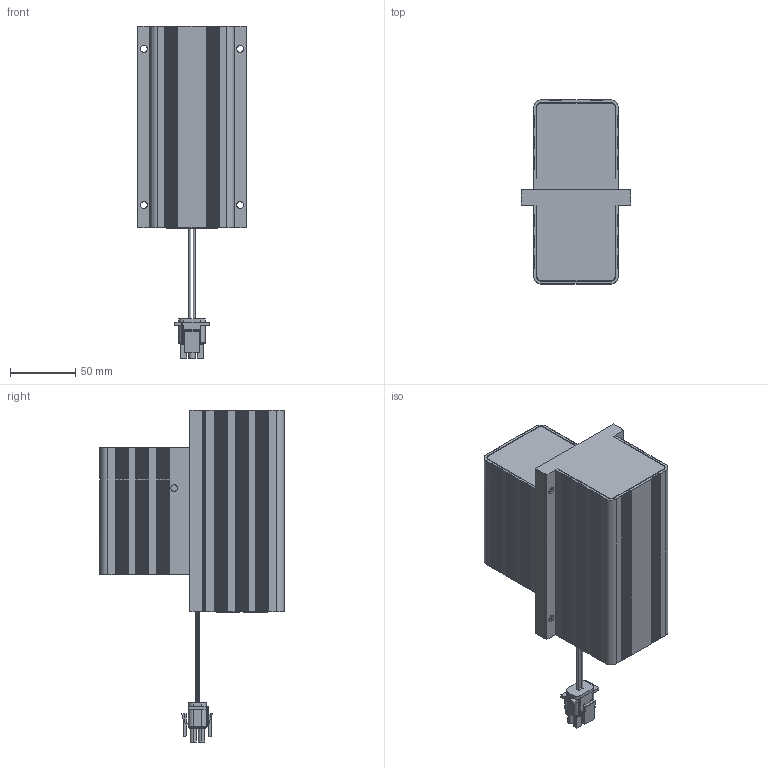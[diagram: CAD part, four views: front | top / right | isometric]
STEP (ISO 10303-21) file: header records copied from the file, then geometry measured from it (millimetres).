
FILE_DESCRIPTION (( 'STEP AP214' ), '1' );
FILE_NAME ('錨璃5.STEP', '2018-11-23T08:54:05', ( '' ), ( '' ), 'SwSTEP 2.0', 'SolidWorks 2016', '' );
FILE_SCHEMA (( 'AUTOMOTIVE_DESIGN' ));
Length unit declared in the file: millimetre
Products named in the file (1): 錨璃5
Bounding box: 84 x 141.33 x 254.97 mm (x, y, z)
Surface area: 347583.1 mm2 (no closed solid volume)
Topology: 0 solids, 36 shells, 2585 faces, 7143 edges, 4662 vertices
Faces by surface type: plane 1241, cylinder 641, bspline 625, cone 74, torus 4
Entity records: 128477 total; most frequent: CARTESIAN_POINT 70483, ORIENTED_EDGE 14222, DIRECTION 8739, EDGE_CURVE 7115, VERTEX_POINT 4662, B_SPLINE_CURVE_WITH_KNOTS 3352, AXIS2_PLACEMENT_3D 3177, EDGE_LOOP 2745
